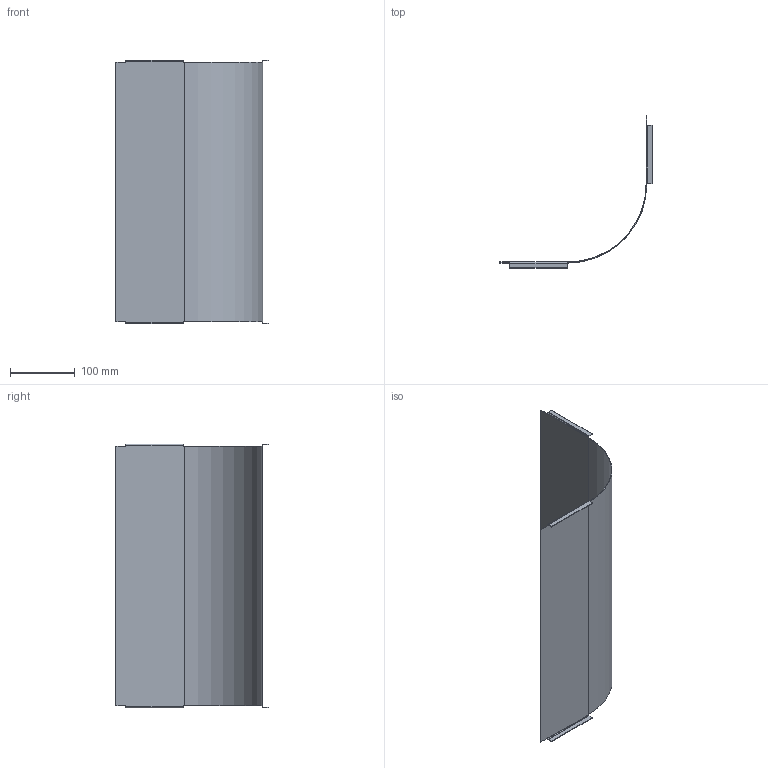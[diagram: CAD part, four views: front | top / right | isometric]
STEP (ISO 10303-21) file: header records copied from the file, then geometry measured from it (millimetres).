
FILE_DESCRIPTION((''),'2;1');
FILE_NAME('7131518','2012-09-24T',('AndreasKeweloh'),(''),'PRO/ENGINEER BY PARAMETRIC TECHNOLOGY CORPORATION, 2012230','PRO/ENGINEER BY PARAMETRIC TECHNOLOGY CORPORATION, 2012230','');
FILE_SCHEMA(('CONFIG_CONTROL_DESIGN'));
Length unit declared in the file: millimetre
Products named in the file (1): 7131518
Bounding box: 234.36 x 234.36 x 406 mm (x, y, z)
Volume: 163574 mm3; surface area: 328831.2 mm2
Topology: 1 solids, 1 shells, 42 faces, 120 edges, 80 vertices
Faces by surface type: plane 32, cylinder 10
Entity records: 1402 total; most frequent: CARTESIAN_POINT 242, ORIENTED_EDGE 240, DIRECTION 224, EDGE_CURVE 120, VECTOR 100, LINE 100, VERTEX_POINT 80, AXIS2_PLACEMENT_3D 62
